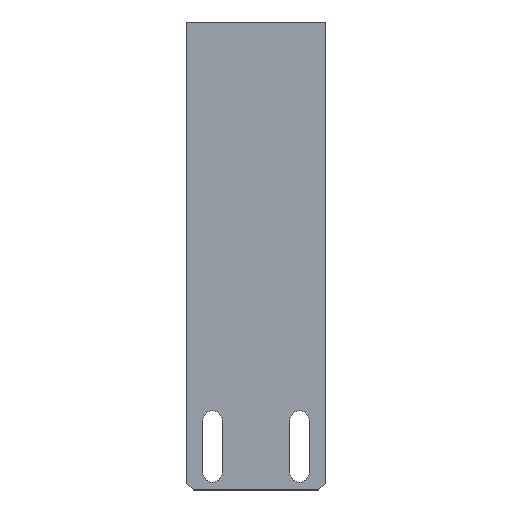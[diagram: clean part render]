
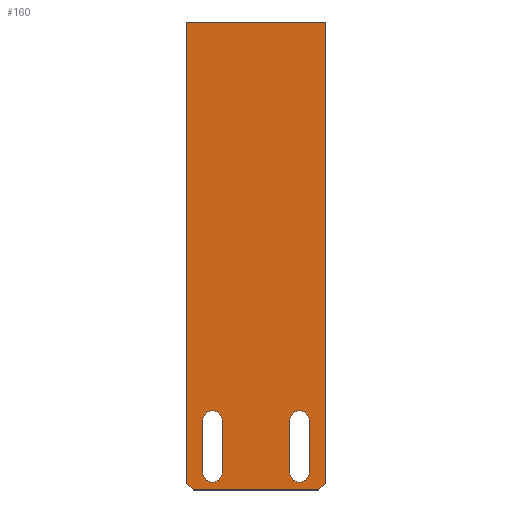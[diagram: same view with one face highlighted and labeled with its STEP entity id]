
A CAD part, top view. The second image highlights one B-rep face of the part: STEP entity #160.
In plain terms, the highlighted planar face has unit normal (0, 0, 1).
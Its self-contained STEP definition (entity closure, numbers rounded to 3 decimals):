
#4 = CARTESIAN_POINT ( 'NONE',  ( -15.3, -129.5, 4. ) ) ;
#5 = EDGE_CURVE ( 'NONE', #402, #665, #114, .T. ) ;
#19 = EDGE_CURVE ( 'NONE', #126, #562, #59, .T. ) ;
#22 = CARTESIAN_POINT ( 'NONE',  ( 76.25, -76.25, 4. ) ) ;
#25 = DIRECTION ( 'NONE',  ( 0.707, -0.707, 0. ) ) ;
#26 = CARTESIAN_POINT ( 'NONE',  ( 20., -132.5, 4. ) ) ;
#33 = DIRECTION ( 'NONE',  ( 0., 1., 0. ) ) ;
#40 = ORIENTED_EDGE ( 'NONE', *, *, #516, .T. ) ;
#42 = VERTEX_POINT ( 'NONE', #26 ) ;
#56 = EDGE_LOOP ( 'NONE', ( #66, #681, #408, #416, #40, #460 ) ) ;
#59 = LINE ( 'NONE', #411, #343 ) ;
#60 = CARTESIAN_POINT ( 'NONE',  ( 18., -134.5, 4. ) ) ;
#61 = DIRECTION ( 'NONE',  ( 0., -1., 0. ) ) ;
#66 = ORIENTED_EDGE ( 'NONE', *, *, #335, .T. ) ;
#68 = LINE ( 'NONE', #22, #111 ) ;
#71 = CARTESIAN_POINT ( 'NONE',  ( 12.5, -114.5, 4. ) ) ;
#78 = DIRECTION ( 'NONE',  ( 0., 1., 0. ) ) ;
#79 = ORIENTED_EDGE ( 'NONE', *, *, #377, .F. ) ;
#87 = LINE ( 'NONE', #318, #528 ) ;
#91 = CARTESIAN_POINT ( 'NONE',  ( -12.5, -129.5, 4. ) ) ;
#94 = CARTESIAN_POINT ( 'NONE',  ( 0., 0., 4. ) ) ;
#111 = VECTOR ( 'NONE', #712, 1000. ) ;
#114 = LINE ( 'NONE', #4, #569 ) ;
#120 = CARTESIAN_POINT ( 'NONE',  ( -18., -134.5, 4. ) ) ;
#121 = DIRECTION ( 'NONE',  ( -1., 0., 0. ) ) ;
#125 = CARTESIAN_POINT ( 'NONE',  ( -9.7, -129.5, 4. ) ) ;
#126 = VERTEX_POINT ( 'NONE', #716 ) ;
#136 = EDGE_CURVE ( 'NONE', #42, #126, #598, .T. ) ;
#146 = VECTOR ( 'NONE', #25, 1000. ) ;
#154 = FACE_OUTER_BOUND ( 'NONE', #56, .T. ) ;
#160 = ADVANCED_FACE ( 'NONE', ( #441, #272, #154 ), #219, .T. ) ;
#161 = DIRECTION ( 'NONE',  ( 1., 0., 0. ) ) ;
#163 = DIRECTION ( 'NONE',  ( 0., 0., 1. ) ) ;
#169 = EDGE_CURVE ( 'NONE', #475, #402, #445, .T. ) ;
#179 = CARTESIAN_POINT ( 'NONE',  ( 15.3, -129.5, 4. ) ) ;
#183 = CARTESIAN_POINT ( 'NONE',  ( -20., -134.5, 4. ) ) ;
#190 = DIRECTION ( 'NONE',  ( 1., 0., 0. ) ) ;
#193 = VECTOR ( 'NONE', #641, 1000. ) ;
#200 = CARTESIAN_POINT ( 'NONE',  ( 20., 0., 4. ) ) ;
#214 = AXIS2_PLACEMENT_3D ( 'NONE', #94, #549, #276 ) ;
#219 = PLANE ( 'NONE',  #214 ) ;
#226 = EDGE_CURVE ( 'NONE', #665, #603, #484, .T. ) ;
#230 = DIRECTION ( 'NONE',  ( 0., -1., 0. ) ) ;
#247 = VERTEX_POINT ( 'NONE', #331 ) ;
#250 = VECTOR ( 'NONE', #61, 1000. ) ;
#263 = DIRECTION ( 'NONE',  ( 0., 0., 1. ) ) ;
#267 = CARTESIAN_POINT ( 'NONE',  ( -20., 0., 4. ) ) ;
#272 = FACE_BOUND ( 'NONE', #317, .T. ) ;
#276 = DIRECTION ( 'NONE',  ( 1., 0., 0. ) ) ;
#281 = CARTESIAN_POINT ( 'NONE',  ( -15.3, -114.5, 4. ) ) ;
#292 = EDGE_CURVE ( 'NONE', #603, #475, #514, .T. ) ;
#293 = ORIENTED_EDGE ( 'NONE', *, *, #459, .F. ) ;
#313 = AXIS2_PLACEMENT_3D ( 'NONE', #91, #617, #161 ) ;
#317 = EDGE_LOOP ( 'NONE', ( #397, #79, #293, #341 ) ) ;
#318 = CARTESIAN_POINT ( 'NONE',  ( 15.3, -129.5, 4. ) ) ;
#323 = DIRECTION ( 'NONE',  ( 1., 0., 0. ) ) ;
#331 = CARTESIAN_POINT ( 'NONE',  ( 9.7, -114.5, 4. ) ) ;
#335 = EDGE_CURVE ( 'NONE', #354, #688, #585, .T. ) ;
#341 = ORIENTED_EDGE ( 'NONE', *, *, #648, .F. ) ;
#343 = VECTOR ( 'NONE', #121, 1000. ) ;
#351 = CARTESIAN_POINT ( 'NONE',  ( 9.7, -129.5, 4. ) ) ;
#354 = VERTEX_POINT ( 'NONE', #120 ) ;
#374 = VECTOR ( 'NONE', #485, 1000. ) ;
#377 = EDGE_CURVE ( 'NONE', #247, #422, #633, .T. ) ;
#383 = CARTESIAN_POINT ( 'NONE',  ( 12.5, -129.5, 4. ) ) ;
#384 = CIRCLE ( 'NONE', #481, 2.8 ) ;
#391 = CARTESIAN_POINT ( 'NONE',  ( -20., -132.5, 4. ) ) ;
#397 = ORIENTED_EDGE ( 'NONE', *, *, #638, .F. ) ;
#402 = VERTEX_POINT ( 'NONE', #281 ) ;
#408 = ORIENTED_EDGE ( 'NONE', *, *, #136, .T. ) ;
#411 = CARTESIAN_POINT ( 'NONE',  ( -20., 0., 4. ) ) ;
#416 = ORIENTED_EDGE ( 'NONE', *, *, #19, .T. ) ;
#422 = VERTEX_POINT ( 'NONE', #529 ) ;
#441 = FACE_BOUND ( 'NONE', #575, .T. ) ;
#445 = CIRCLE ( 'NONE', #626, 2.8 ) ;
#448 = EDGE_CURVE ( 'NONE', #644, #354, #656, .T. ) ;
#450 = ORIENTED_EDGE ( 'NONE', *, *, #292, .F. ) ;
#459 = EDGE_CURVE ( 'NONE', #651, #247, #674, .T. ) ;
#460 = ORIENTED_EDGE ( 'NONE', *, *, #448, .T. ) ;
#466 = ORIENTED_EDGE ( 'NONE', *, *, #5, .F. ) ;
#475 = VERTEX_POINT ( 'NONE', #601 ) ;
#476 = ORIENTED_EDGE ( 'NONE', *, *, #169, .F. ) ;
#481 = AXIS2_PLACEMENT_3D ( 'NONE', #383, #163, #678 ) ;
#484 = CIRCLE ( 'NONE', #313, 2.8 ) ;
#485 = DIRECTION ( 'NONE',  ( 0., -1., 0. ) ) ;
#487 = DIRECTION ( 'NONE',  ( 0., 0., 1. ) ) ;
#514 = LINE ( 'NONE', #125, #530 ) ;
#516 = EDGE_CURVE ( 'NONE', #562, #644, #594, .T. ) ;
#517 = VECTOR ( 'NONE', #78, 1000. ) ;
#524 = EDGE_CURVE ( 'NONE', #688, #42, #68, .T. ) ;
#528 = VECTOR ( 'NONE', #33, 1000. ) ;
#529 = CARTESIAN_POINT ( 'NONE',  ( 9.7, -129.5, 4. ) ) ;
#530 = VECTOR ( 'NONE', #643, 1000. ) ;
#537 = CARTESIAN_POINT ( 'NONE',  ( -76.25, -76.25, 4. ) ) ;
#549 = DIRECTION ( 'NONE',  ( 0., 0., 1. ) ) ;
#562 = VERTEX_POINT ( 'NONE', #267 ) ;
#564 = AXIS2_PLACEMENT_3D ( 'NONE', #71, #487, #190 ) ;
#569 = VECTOR ( 'NONE', #230, 1000. ) ;
#575 = EDGE_LOOP ( 'NONE', ( #642, #466, #476, #450 ) ) ;
#585 = LINE ( 'NONE', #183, #193 ) ;
#594 = LINE ( 'NONE', #703, #374 ) ;
#598 = LINE ( 'NONE', #200, #517 ) ;
#601 = CARTESIAN_POINT ( 'NONE',  ( -9.7, -114.5, 4. ) ) ;
#603 = VERTEX_POINT ( 'NONE', #670 ) ;
#617 = DIRECTION ( 'NONE',  ( 0., 0., 1. ) ) ;
#626 = AXIS2_PLACEMENT_3D ( 'NONE', #671, #263, #323 ) ;
#629 = CARTESIAN_POINT ( 'NONE',  ( -15.3, -129.5, 4. ) ) ;
#633 = LINE ( 'NONE', #351, #250 ) ;
#638 = EDGE_CURVE ( 'NONE', #422, #684, #384, .T. ) ;
#641 = DIRECTION ( 'NONE',  ( 1., 0., 0. ) ) ;
#642 = ORIENTED_EDGE ( 'NONE', *, *, #226, .F. ) ;
#643 = DIRECTION ( 'NONE',  ( 0., 1., 0. ) ) ;
#644 = VERTEX_POINT ( 'NONE', #391 ) ;
#648 = EDGE_CURVE ( 'NONE', #684, #651, #87, .T. ) ;
#651 = VERTEX_POINT ( 'NONE', #690 ) ;
#656 = LINE ( 'NONE', #537, #146 ) ;
#665 = VERTEX_POINT ( 'NONE', #629 ) ;
#670 = CARTESIAN_POINT ( 'NONE',  ( -9.7, -129.5, 4. ) ) ;
#671 = CARTESIAN_POINT ( 'NONE',  ( -12.5, -114.5, 4. ) ) ;
#674 = CIRCLE ( 'NONE', #564, 2.8 ) ;
#678 = DIRECTION ( 'NONE',  ( 1., 0., 0. ) ) ;
#681 = ORIENTED_EDGE ( 'NONE', *, *, #524, .T. ) ;
#684 = VERTEX_POINT ( 'NONE', #179 ) ;
#688 = VERTEX_POINT ( 'NONE', #60 ) ;
#690 = CARTESIAN_POINT ( 'NONE',  ( 15.3, -114.5, 4. ) ) ;
#703 = CARTESIAN_POINT ( 'NONE',  ( -20., 0., 4. ) ) ;
#712 = DIRECTION ( 'NONE',  ( 0.707, 0.707, 0. ) ) ;
#716 = CARTESIAN_POINT ( 'NONE',  ( 20., 0., 4. ) ) ;
